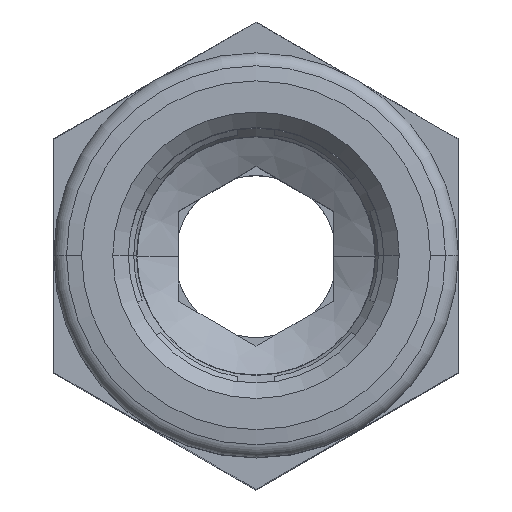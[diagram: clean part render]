
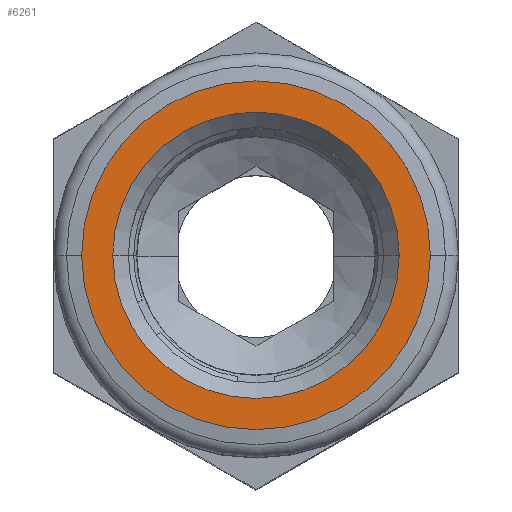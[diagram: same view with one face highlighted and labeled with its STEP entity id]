
A CAD part, top view. The second image highlights one B-rep face of the part: STEP entity #6261.
In plain terms, the highlighted planar face has unit normal (0, 0, 1).
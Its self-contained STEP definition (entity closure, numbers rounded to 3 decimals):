
#6047=CARTESIAN_POINT('',(105.884,0.,117.155));
#6048=VERTEX_POINT('',#6047);
#6055=CARTESIAN_POINT('',(96.684,0.,117.155));
#6056=VERTEX_POINT('',#6055);
#6057=CARTESIAN_POINT('',(101.284,0.,117.155));
#6058=DIRECTION('',(0.0,0.0,1.0));
#6059=DIRECTION('',(1.0,0.0,0.0));
#6060=AXIS2_PLACEMENT_3D('',#6057,#6058,#6059);
#6061=CIRCLE('',#6060,4.6);
#6062=EDGE_CURVE('',#6048,#6056,#6061,.T.);
#6079=CARTESIAN_POINT('',(95.684,0.,117.155));
#6080=VERTEX_POINT('',#6079);
#6089=CARTESIAN_POINT('',(106.884,0.,117.155));
#6090=VERTEX_POINT('',#6089);
#6091=CARTESIAN_POINT('',(101.284,0.,117.155));
#6092=DIRECTION('',(0.0,0.0,1.0));
#6093=DIRECTION('',(1.0,0.0,0.0));
#6094=AXIS2_PLACEMENT_3D('',#6091,#6092,#6093);
#6095=CIRCLE('',#6094,5.6);
#6096=EDGE_CURVE('',#6090,#6080,#6095,.T.);
#6232=CARTESIAN_POINT('',(101.284,0.,117.155));
#6233=DIRECTION('',(0.0,0.0,1.0));
#6234=DIRECTION('',(1.0,0.0,0.0));
#6235=AXIS2_PLACEMENT_3D('',#6232,#6233,#6234);
#6236=CIRCLE('',#6235,5.6);
#6237=EDGE_CURVE('',#6080,#6090,#6236,.T.);
#6242=CARTESIAN_POINT('',(106.884,0.,117.155));
#6243=DIRECTION('',(0.0,0.0,1.0));
#6244=DIRECTION('',(1.0,0.0,0.0));
#6245=AXIS2_PLACEMENT_3D('',#6242,#6243,#6244);
#6246=PLANE('',#6245);
#6247=ORIENTED_EDGE('',*,*,#6096,.T.);
#6248=ORIENTED_EDGE('',*,*,#6237,.T.);
#6249=EDGE_LOOP('',(#6247,#6248));
#6250=FACE_OUTER_BOUND('',#6249,.T.);
#6251=ORIENTED_EDGE('',*,*,#6062,.F.);
#6252=CARTESIAN_POINT('',(101.284,0.,117.155));
#6253=DIRECTION('',(0.0,0.0,1.0));
#6254=DIRECTION('',(1.0,0.0,0.0));
#6255=AXIS2_PLACEMENT_3D('',#6252,#6253,#6254);
#6256=CIRCLE('',#6255,4.6);
#6257=EDGE_CURVE('',#6056,#6048,#6256,.T.);
#6258=ORIENTED_EDGE('',*,*,#6257,.F.);
#6259=EDGE_LOOP('',(#6251,#6258));
#6260=FACE_BOUND('',#6259,.T.);
#6261=ADVANCED_FACE('',(#6250,#6260),#6246,.T.);
